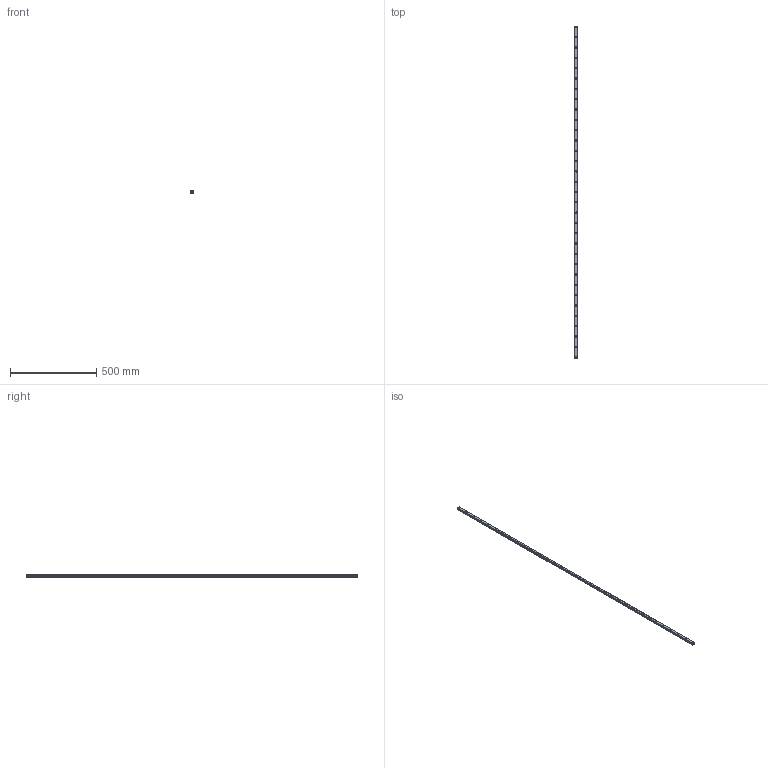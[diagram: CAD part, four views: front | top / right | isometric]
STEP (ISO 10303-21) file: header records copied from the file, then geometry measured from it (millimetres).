
FILE_DESCRIPTION(('STEP AP214'),'1');
FILE_NAME('cctmp_B9604666-5F88-4BDC-B107-2909DB60A9E0_2021_02_03_12_04_54_0139..stp','2021-02-03T11:04:54',('HIWIN GmbH'),('CADClick - www.CADClick.com'),'Spatial InterOp 3D',' ','unknown authorization');
FILE_SCHEMA(('AUTOMOTIVE_DESIGN'));
Length unit declared in the file: millimetre
Products named in the file (1): EGR15U1930C_FILE
Bounding box: 15 x 1930 x 12.5 mm (x, y, z)
Volume: 307182.6 mm3; surface area: 117866.3 mm2
Topology: 1 solids, 1 shells, 433 faces, 1083 edges, 722 vertices
Faces by surface type: plane 217, cylinder 216
Entity records: 16689 total; most frequent: DIRECTION 2515, CARTESIAN_POINT 2239, ORIENTED_EDGE 2166, EDGE_CURVE 1083, AXIS2_PLACEMENT_3D 998, VERTEX_POINT 722, LINE 519, VECTOR 519
